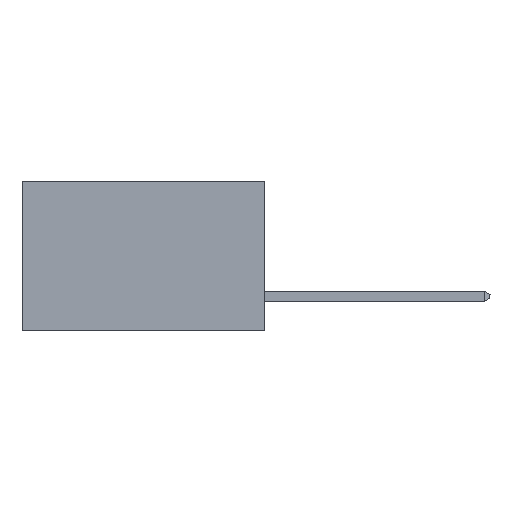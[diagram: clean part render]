
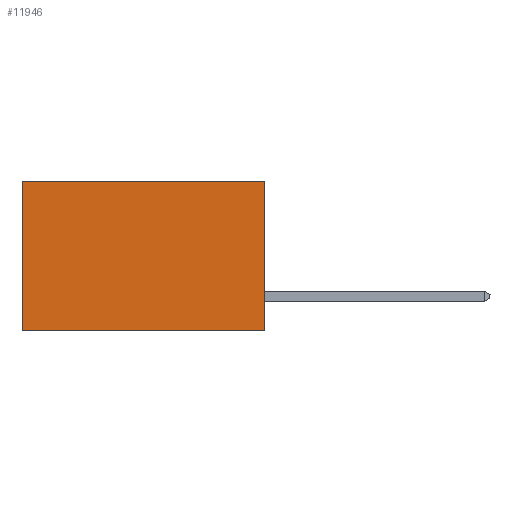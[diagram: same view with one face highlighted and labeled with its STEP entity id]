
A CAD part, left-side view. The second image highlights one B-rep face of the part: STEP entity #11946.
In plain terms, the highlighted planar face has unit normal (-1, 0, 0).
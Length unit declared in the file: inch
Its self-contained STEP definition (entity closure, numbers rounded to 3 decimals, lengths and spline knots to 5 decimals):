
#73 = EDGE_CURVE ( 'NONE', #7124, #7293, #772, .T. ) ;
#642 = VERTEX_POINT ( 'NONE', #13016 ) ;
#772 = LINE ( 'NONE', #977, #10343 ) ;
#977 = CARTESIAN_POINT ( 'NONE',  ( 0.298, 0., -0.37 ) ) ;
#1077 = LINE ( 'NONE', #6765, #1874 ) ;
#1591 = CARTESIAN_POINT ( 'NONE',  ( 0.298, 0.6, -0.37 ) ) ;
#1874 = VECTOR ( 'NONE', #4971, 39.37008 ) ;
#1958 = LINE ( 'NONE', #7596, #12414 ) ;
#2374 = ORIENTED_EDGE ( 'NONE', *, *, #73, .F. ) ;
#3421 = VECTOR ( 'NONE', #12702, 39.37008 ) ;
#3620 = EDGE_LOOP ( 'NONE', ( #5443, #2374, #10456, #9666 ) ) ;
#4971 = DIRECTION ( 'NONE',  ( 0., 0., -1. ) ) ;
#5434 = VERTEX_POINT ( 'NONE', #13061 ) ;
#5443 = ORIENTED_EDGE ( 'NONE', *, *, #10005, .T. ) ;
#6685 = DIRECTION ( 'NONE',  ( 0., 0., -1. ) ) ;
#6765 = CARTESIAN_POINT ( 'NONE',  ( 0.298, 0.6, 0. ) ) ;
#7124 = VERTEX_POINT ( 'NONE', #11531 ) ;
#7192 = EDGE_CURVE ( 'NONE', #5434, #7124, #1958, .T. ) ;
#7293 = VERTEX_POINT ( 'NONE', #1591 ) ;
#7596 = CARTESIAN_POINT ( 'NONE',  ( 0.298, 0., 0. ) ) ;
#7777 = DIRECTION ( 'NONE',  ( 1., 0., 0. ) ) ;
#8039 = LINE ( 'NONE', #11783, #3421 ) ;
#9281 = AXIS2_PLACEMENT_3D ( 'NONE', #11624, #7777, #9683 ) ;
#9666 = ORIENTED_EDGE ( 'NONE', *, *, #11684, .T. ) ;
#9683 = DIRECTION ( 'NONE',  ( 0., 0., -1. ) ) ;
#9804 = PLANE ( 'NONE',  #9281 ) ;
#10005 = EDGE_CURVE ( 'NONE', #642, #7293, #1077, .T. ) ;
#10343 = VECTOR ( 'NONE', #11985, 39.37008 ) ;
#10456 = ORIENTED_EDGE ( 'NONE', *, *, #7192, .F. ) ;
#11531 = CARTESIAN_POINT ( 'NONE',  ( 0.298, 0., -0.37 ) ) ;
#11624 = CARTESIAN_POINT ( 'NONE',  ( 0.298, 0., 0. ) ) ;
#11684 = EDGE_CURVE ( 'NONE', #5434, #642, #8039, .T. ) ;
#11783 = CARTESIAN_POINT ( 'NONE',  ( 0.298, 0., 0. ) ) ;
#11946 = ADVANCED_FACE ( 'NONE', ( #12438 ), #9804, .F. ) ;
#11985 = DIRECTION ( 'NONE',  ( 0., 1., 0. ) ) ;
#12414 = VECTOR ( 'NONE', #6685, 39.37008 ) ;
#12438 = FACE_OUTER_BOUND ( 'NONE', #3620, .T. ) ;
#12702 = DIRECTION ( 'NONE',  ( 0., 1., 0. ) ) ;
#13016 = CARTESIAN_POINT ( 'NONE',  ( 0.298, 0.6, 0. ) ) ;
#13061 = CARTESIAN_POINT ( 'NONE',  ( 0.298, 0., 0. ) ) ;
